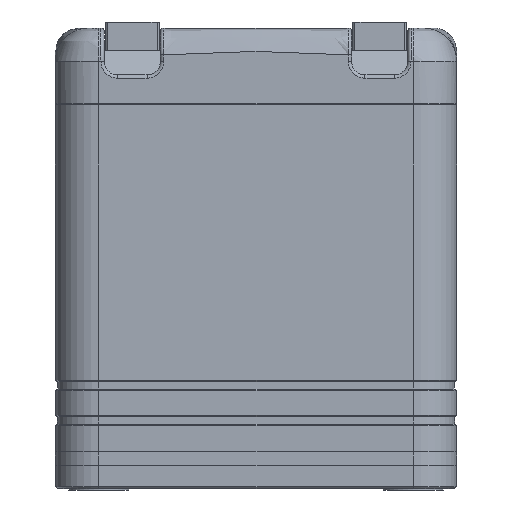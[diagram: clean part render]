
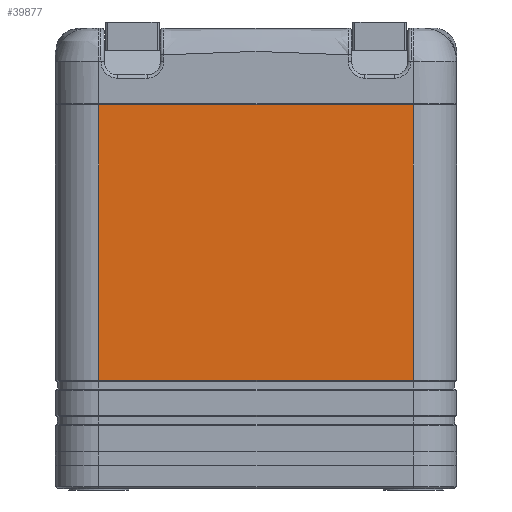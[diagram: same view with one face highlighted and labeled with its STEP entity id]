
A CAD part, left-side view. The second image highlights one B-rep face of the part: STEP entity #39877.
In plain terms, the highlighted planar face has unit normal (-1, 0, 0).
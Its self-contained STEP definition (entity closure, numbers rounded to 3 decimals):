
#644=CARTESIAN_POINT('',(-52.5,23.5,57.6));
#645=VERTEX_POINT('',#644);
#655=CARTESIAN_POINT('',(-52.5,-23.5,57.6));
#656=VERTEX_POINT('',#655);
#657=CARTESIAN_POINT('',(-52.5,-23.5,57.6));
#658=DIRECTION('',(0.0,1.0,0.0));
#659=VECTOR('',#658,47.0);
#660=LINE('',#657,#659);
#661=EDGE_CURVE('',#656,#645,#660,.T.);
#39563=CARTESIAN_POINT('',(-52.5,23.5,16.4));
#39564=VERTEX_POINT('',#39563);
#39581=CARTESIAN_POINT('',(-52.5,-23.5,16.4));
#39582=VERTEX_POINT('',#39581);
#39589=CARTESIAN_POINT('',(-52.5,-23.5,16.4));
#39590=DIRECTION('',(0.0,1.0,0.0));
#39591=VECTOR('',#39590,47.0);
#39592=LINE('',#39589,#39591);
#39593=EDGE_CURVE('',#39582,#39564,#39592,.T.);
#39850=CARTESIAN_POINT('',(-52.5,23.5,16.4));
#39851=DIRECTION('',(0.0,0.0,1.0));
#39852=VECTOR('',#39851,41.2);
#39853=LINE('',#39850,#39852);
#39854=EDGE_CURVE('',#39564,#645,#39853,.T.);
#39861=CARTESIAN_POINT('',(-52.5,-23.5,0.0));
#39862=DIRECTION('',(-1.0,0.0,0.0));
#39863=DIRECTION('',(0.0,0.0,1.0));
#39864=AXIS2_PLACEMENT_3D('',#39861,#39862,#39863);
#39865=PLANE('',#39864);
#39866=ORIENTED_EDGE('',*,*,#39593,.F.);
#39867=CARTESIAN_POINT('',(-52.5,-23.5,16.4));
#39868=DIRECTION('',(0.0,0.0,1.0));
#39869=VECTOR('',#39868,41.2);
#39870=LINE('',#39867,#39869);
#39871=EDGE_CURVE('',#39582,#656,#39870,.T.);
#39872=ORIENTED_EDGE('',*,*,#39871,.T.);
#39873=ORIENTED_EDGE('',*,*,#661,.T.);
#39874=ORIENTED_EDGE('',*,*,#39854,.F.);
#39875=EDGE_LOOP('',(#39866,#39872,#39873,#39874));
#39876=FACE_OUTER_BOUND('',#39875,.T.);
#39877=ADVANCED_FACE('',(#39876),#39865,.T.);
